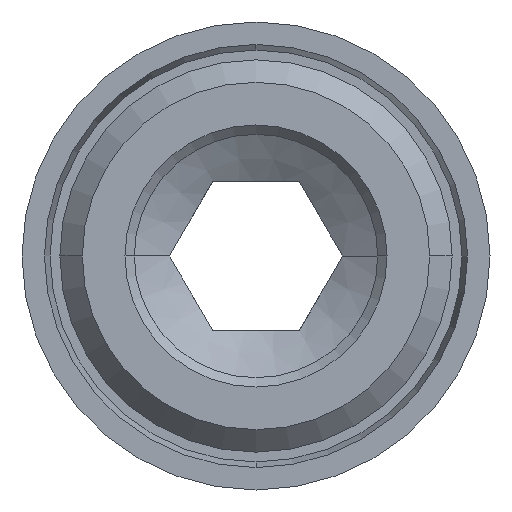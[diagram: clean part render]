
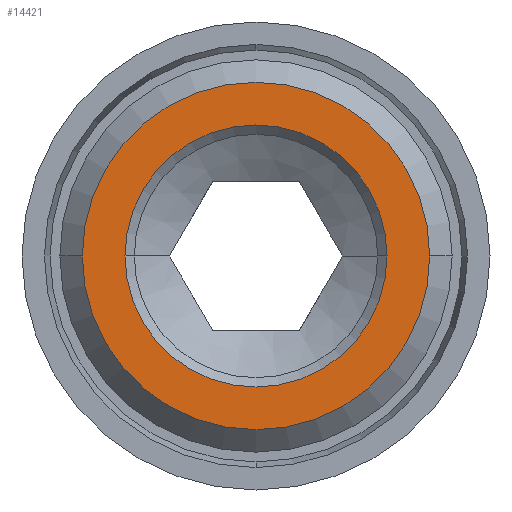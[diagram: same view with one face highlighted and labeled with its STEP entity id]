
A CAD part, left-side view. The second image highlights one B-rep face of the part: STEP entity #14421.
In plain terms, the highlighted planar face has unit normal (-1, 0, 0).
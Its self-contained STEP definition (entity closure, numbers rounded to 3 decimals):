
#31 = EDGE_CURVE ( 'NONE', #4178, #11539, #15710, .T. ) ;
#43 = AXIS2_PLACEMENT_3D ( 'NONE', #10806, #3434, #18106 ) ;
#161 = ORIENTED_EDGE ( 'NONE', *, *, #17601, .T. ) ;
#1048 = DIRECTION ( 'NONE',  ( -1., 0., 0. ) ) ;
#1385 = CIRCLE ( 'NONE', #11017, 9.278 ) ;
#2254 = DIRECTION ( 'NONE',  ( -1., 0., 0. ) ) ;
#2383 = CIRCLE ( 'NONE', #15268, 7. ) ;
#3434 = DIRECTION ( 'NONE',  ( 1., 0., 0. ) ) ;
#4178 = VERTEX_POINT ( 'NONE', #14663 ) ;
#4940 = CARTESIAN_POINT ( 'NONE',  ( 27.783, 17.287, -3.105 ) ) ;
#6048 = PLANE ( 'NONE',  #10920 ) ;
#6256 = ORIENTED_EDGE ( 'NONE', *, *, #17263, .T. ) ;
#6511 = AXIS2_PLACEMENT_3D ( 'NONE', #18628, #1048, #13021 ) ;
#7433 = CARTESIAN_POINT ( 'NONE',  ( 27.783, 17.287, -5.475 ) ) ;
#7804 = CARTESIAN_POINT ( 'NONE',  ( 27.783, 24.287, -5.475 ) ) ;
#7964 = CARTESIAN_POINT ( 'NONE',  ( 27.783, 17.287, -5.475 ) ) ;
#9454 = DIRECTION ( 'NONE',  ( -1., 0., 0. ) ) ;
#10269 = EDGE_LOOP ( 'NONE', ( #6256, #161 ) ) ;
#10691 = ORIENTED_EDGE ( 'NONE', *, *, #12883, .T. ) ;
#10806 = CARTESIAN_POINT ( 'NONE',  ( 27.783, 17.287, -5.475 ) ) ;
#10920 = AXIS2_PLACEMENT_3D ( 'NONE', #4940, #9454, #13817 ) ;
#11017 = AXIS2_PLACEMENT_3D ( 'NONE', #7964, #2254, #15513 ) ;
#11215 = VERTEX_POINT ( 'NONE', #7804 ) ;
#11337 = ORIENTED_EDGE ( 'NONE', *, *, #31, .T. ) ;
#11539 = VERTEX_POINT ( 'NONE', #12938 ) ;
#12330 = EDGE_LOOP ( 'NONE', ( #11337, #10691 ) ) ;
#12883 = EDGE_CURVE ( 'NONE', #11539, #4178, #1385, .T. ) ;
#12938 = CARTESIAN_POINT ( 'NONE',  ( 27.783, 26.564, -5.475 ) ) ;
#13021 = DIRECTION ( 'NONE',  ( 0., -1., 0. ) ) ;
#13031 = CIRCLE ( 'NONE', #43, 7. ) ;
#13817 = DIRECTION ( 'NONE',  ( 0., 0., 1. ) ) ;
#14421 = ADVANCED_FACE ( 'NONE', ( #18015, #16211 ), #6048, .T. ) ;
#14663 = CARTESIAN_POINT ( 'NONE',  ( 27.783, 8.009, -5.475 ) ) ;
#15227 = VERTEX_POINT ( 'NONE', #15741 ) ;
#15268 = AXIS2_PLACEMENT_3D ( 'NONE', #7433, #17795, #17978 ) ;
#15513 = DIRECTION ( 'NONE',  ( 0., -1., 0. ) ) ;
#15710 = CIRCLE ( 'NONE', #6511, 9.278 ) ;
#15741 = CARTESIAN_POINT ( 'NONE',  ( 27.783, 10.287, -5.475 ) ) ;
#16211 = FACE_OUTER_BOUND ( 'NONE', #12330, .T. ) ;
#17263 = EDGE_CURVE ( 'NONE', #11215, #15227, #13031, .T. ) ;
#17601 = EDGE_CURVE ( 'NONE', #15227, #11215, #2383, .T. ) ;
#17795 = DIRECTION ( 'NONE',  ( 1., 0., 0. ) ) ;
#17978 = DIRECTION ( 'NONE',  ( 0., 1., 0. ) ) ;
#18015 = FACE_BOUND ( 'NONE', #10269, .T. ) ;
#18106 = DIRECTION ( 'NONE',  ( 0., 1., 0. ) ) ;
#18628 = CARTESIAN_POINT ( 'NONE',  ( 27.783, 17.287, -5.475 ) ) ;
